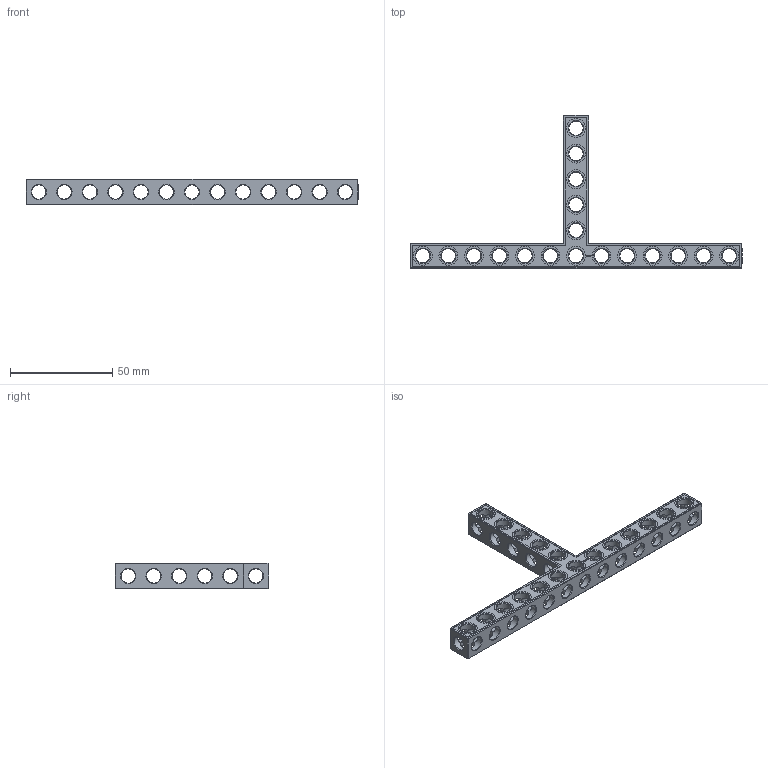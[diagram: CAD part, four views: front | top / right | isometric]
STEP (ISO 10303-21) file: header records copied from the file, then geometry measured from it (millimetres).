
FILE_DESCRIPTION(('FreeCAD Model'),'2;1');
FILE_NAME('Open CASCADE Shape Model','2022-01-28T12:42:42',( 'Paulo Kiefe'),('STEMFIE.org'),'Open CASCADE STEP processor 7.4', 'FreeCAD','Unknown');
FILE_SCHEMA(('AUTOMOTIVE_DESIGN { 1 0 10303 214 1 1 1 1 }'));
Products named in the file (1): Beam_TSH_SYM_ESS_BU13x06x01_-_SPN-BEM-1099_(stemfie.org)
Bounding box: 162.5 x 75 x 12.5 mm (x, y, z)
Volume: 17587.3 mm3; surface area: 15815.8 mm2
Topology: 1 solids, 1 shells, 746 faces, 2216 edges, 1452 vertices
Faces by surface type: plane 389, extrusion 174, cylinder 109, cone 74
Full cylindrical faces by diameter (mm): 6.98 x14, 7 x77, 9.2 x18
Entity records: 86503 total; most frequent: CARTESIAN_POINT 45187, DIRECTION 6530, VECTOR 4572, ORIENTED_EDGE 4432, PCURVE 4432, DEFINITIONAL_REPRESENTATION 4432, LINE 4398, EDGE_CURVE 2216
